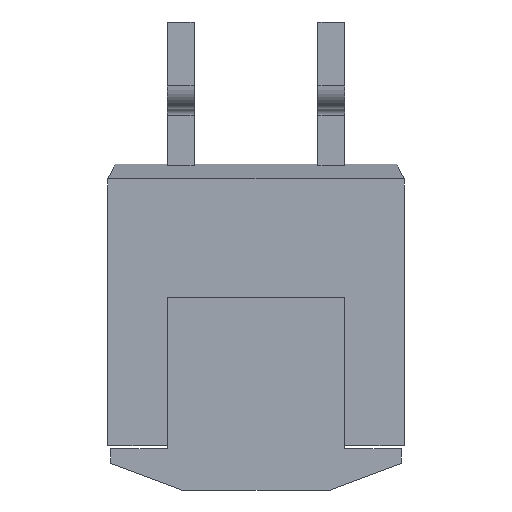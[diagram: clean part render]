
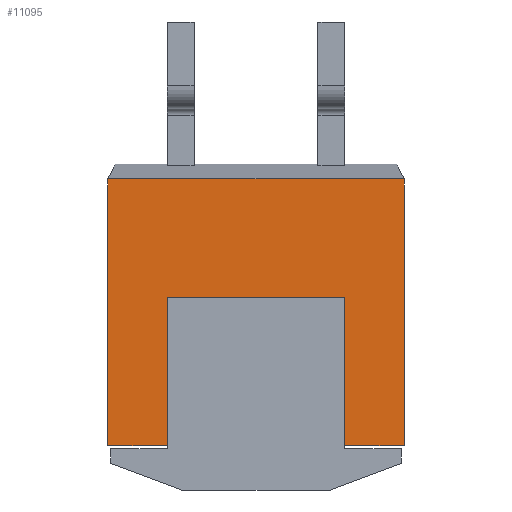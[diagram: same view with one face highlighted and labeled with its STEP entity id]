
A CAD part, front view. The second image highlights one B-rep face of the part: STEP entity #11095.
In plain terms, the highlighted planar face has unit normal (0, -1, 0).
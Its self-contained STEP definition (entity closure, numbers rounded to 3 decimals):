
#51 = VERTEX_POINT ( 'NONE', #7637 ) ;
#278 = CARTESIAN_POINT ( 'NONE',  ( -5., 0., 11. ) ) ;
#323 = CARTESIAN_POINT ( 'NONE',  ( 0., 0., 10.5 ) ) ;
#498 = LINE ( 'NONE', #3620, #8805 ) ;
#526 = CARTESIAN_POINT ( 'NONE',  ( 3., 0., 0. ) ) ;
#535 = VECTOR ( 'NONE', #6771, 1000. ) ;
#720 = LINE ( 'NONE', #526, #7812 ) ;
#799 = CARTESIAN_POINT ( 'NONE',  ( 3., 0., 1.5 ) ) ;
#863 = VERTEX_POINT ( 'NONE', #8812 ) ;
#1144 = EDGE_CURVE ( 'NONE', #6333, #7878, #12032, .T. ) ;
#1394 = ORIENTED_EDGE ( 'NONE', *, *, #11766, .T. ) ;
#1533 = LINE ( 'NONE', #323, #10452 ) ;
#1556 = CARTESIAN_POINT ( 'NONE',  ( 0., 0., 6.5 ) ) ;
#2115 = ORIENTED_EDGE ( 'NONE', *, *, #8034, .F. ) ;
#2252 = CARTESIAN_POINT ( 'NONE',  ( -5., 0., 10.5 ) ) ;
#2543 = DIRECTION ( 'NONE',  ( 0., 0., -1. ) ) ;
#2573 = DIRECTION ( 'NONE',  ( -1., 0., 0. ) ) ;
#2626 = LINE ( 'NONE', #278, #8506 ) ;
#2899 = VECTOR ( 'NONE', #2573, 1000. ) ;
#2902 = DIRECTION ( 'NONE',  ( 1., 0., 0. ) ) ;
#3259 = LINE ( 'NONE', #7697, #535 ) ;
#3355 = CARTESIAN_POINT ( 'NONE',  ( 0., 0., 0. ) ) ;
#3620 = CARTESIAN_POINT ( 'NONE',  ( 5., 0., 11. ) ) ;
#3742 = VECTOR ( 'NONE', #11335, 1000. ) ;
#4691 = EDGE_CURVE ( 'NONE', #6883, #9230, #7963, .T. ) ;
#4815 = CARTESIAN_POINT ( 'NONE',  ( 5., 0., 1.5 ) ) ;
#4998 = EDGE_LOOP ( 'NONE', ( #11944, #1394, #2115, #5718, #11230, #10702, #6316, #11332 ) ) ;
#5394 = CARTESIAN_POINT ( 'NONE',  ( -3., 0., 6.5 ) ) ;
#5519 = CARTESIAN_POINT ( 'NONE',  ( -3., 0., 1.5 ) ) ;
#5671 = VERTEX_POINT ( 'NONE', #2252 ) ;
#5718 = ORIENTED_EDGE ( 'NONE', *, *, #6906, .T. ) ;
#6135 = DIRECTION ( 'NONE',  ( 0., 0., 1. ) ) ;
#6316 = ORIENTED_EDGE ( 'NONE', *, *, #12333, .F. ) ;
#6333 = VERTEX_POINT ( 'NONE', #799 ) ;
#6429 = EDGE_CURVE ( 'NONE', #7549, #9230, #3259, .T. ) ;
#6476 = AXIS2_PLACEMENT_3D ( 'NONE', #3355, #11143, #6135 ) ;
#6771 = DIRECTION ( 'NONE',  ( 0., 0., -1. ) ) ;
#6883 = VERTEX_POINT ( 'NONE', #7140 ) ;
#6906 = EDGE_CURVE ( 'NONE', #5671, #6883, #2626, .T. ) ;
#7140 = CARTESIAN_POINT ( 'NONE',  ( -5., 0., 1.5 ) ) ;
#7265 = DIRECTION ( 'NONE',  ( 0., 0., 1. ) ) ;
#7325 = CARTESIAN_POINT ( 'NONE',  ( -5., 0., 1.5 ) ) ;
#7549 = VERTEX_POINT ( 'NONE', #5394 ) ;
#7637 = CARTESIAN_POINT ( 'NONE',  ( 3., 0., 6.5 ) ) ;
#7697 = CARTESIAN_POINT ( 'NONE',  ( -3., 0., 0. ) ) ;
#7812 = VECTOR ( 'NONE', #7265, 1000. ) ;
#7878 = VERTEX_POINT ( 'NONE', #4815 ) ;
#7963 = LINE ( 'NONE', #7325, #3742 ) ;
#8034 = EDGE_CURVE ( 'NONE', #5671, #863, #1533, .T. ) ;
#8093 = EDGE_CURVE ( 'NONE', #6333, #51, #720, .T. ) ;
#8506 = VECTOR ( 'NONE', #2543, 1000. ) ;
#8805 = VECTOR ( 'NONE', #11370, 1000. ) ;
#8812 = CARTESIAN_POINT ( 'NONE',  ( 5., 0., 10.5 ) ) ;
#8830 = PLANE ( 'NONE',  #6476 ) ;
#9015 = DIRECTION ( 'NONE',  ( 1., 0., 0. ) ) ;
#9230 = VERTEX_POINT ( 'NONE', #5519 ) ;
#9304 = FACE_OUTER_BOUND ( 'NONE', #4998, .T. ) ;
#9442 = VECTOR ( 'NONE', #2902, 1000. ) ;
#9629 = CARTESIAN_POINT ( 'NONE',  ( -5., 0., 1.5 ) ) ;
#10452 = VECTOR ( 'NONE', #9015, 1000. ) ;
#10702 = ORIENTED_EDGE ( 'NONE', *, *, #6429, .F. ) ;
#11095 = ADVANCED_FACE ( 'NONE', ( #9304 ), #8830, .F. ) ;
#11143 = DIRECTION ( 'NONE',  ( 0., 1., 0. ) ) ;
#11230 = ORIENTED_EDGE ( 'NONE', *, *, #4691, .T. ) ;
#11332 = ORIENTED_EDGE ( 'NONE', *, *, #8093, .F. ) ;
#11335 = DIRECTION ( 'NONE',  ( 1., 0., 0. ) ) ;
#11370 = DIRECTION ( 'NONE',  ( 0., 0., 1. ) ) ;
#11766 = EDGE_CURVE ( 'NONE', #7878, #863, #498, .T. ) ;
#11944 = ORIENTED_EDGE ( 'NONE', *, *, #1144, .T. ) ;
#12032 = LINE ( 'NONE', #9629, #9442 ) ;
#12333 = EDGE_CURVE ( 'NONE', #51, #7549, #12453, .T. ) ;
#12453 = LINE ( 'NONE', #1556, #2899 ) ;
